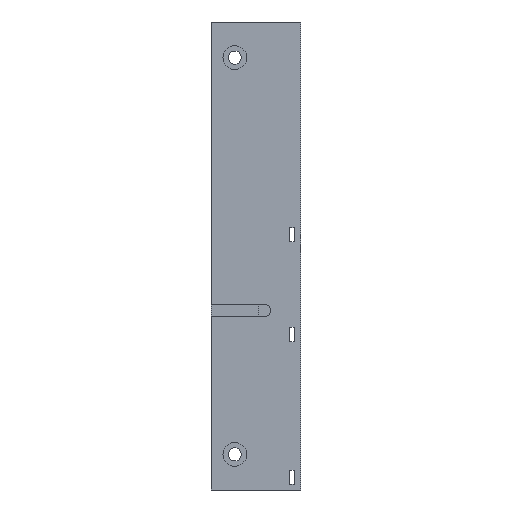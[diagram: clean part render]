
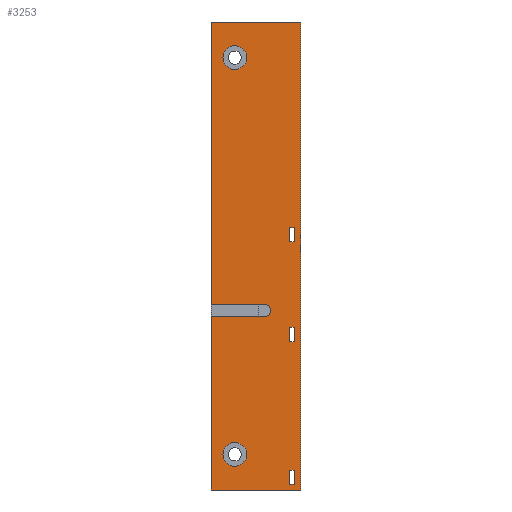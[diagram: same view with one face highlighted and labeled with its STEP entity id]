
A CAD part, left-side view. The second image highlights one B-rep face of the part: STEP entity #3253.
In plain terms, the highlighted planar face has unit normal (-1, 0, 0).
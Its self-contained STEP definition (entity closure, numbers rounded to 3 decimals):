
#79=FACE_BOUND('',#533,.T.);
#80=FACE_BOUND('',#534,.T.);
#81=FACE_BOUND('',#535,.T.);
#82=FACE_BOUND('',#536,.T.);
#83=FACE_BOUND('',#537,.T.);
#160=PLANE('',#3579);
#314=FACE_OUTER_BOUND('',#532,.T.);
#532=EDGE_LOOP('',(#2999,#3000,#3001,#3002,#3003,#3004,#3005,#3006));
#533=EDGE_LOOP('',(#3007));
#534=EDGE_LOOP('',(#3008));
#535=EDGE_LOOP('',(#3009,#3010,#3011,#3012));
#536=EDGE_LOOP('',(#3013,#3014,#3015,#3016));
#537=EDGE_LOOP('',(#3017,#3018,#3019,#3020));
#805=LINE('',#5359,#1113);
#808=LINE('',#5364,#1116);
#810=LINE('',#5368,#1118);
#812=LINE('',#5373,#1120);
#815=LINE('',#5378,#1123);
#817=LINE('',#5382,#1125);
#819=LINE('',#5387,#1127);
#822=LINE('',#5392,#1130);
#826=LINE('',#5398,#1134);
#828=LINE('',#5400,#1136);
#829=LINE('',#5401,#1137);
#830=LINE('',#5403,#1138);
#832=LINE('',#5408,#1140);
#834=LINE('',#5412,#1142);
#836=LINE('',#5416,#1144);
#838=LINE('',#5420,#1146);
#842=LINE('',#5429,#1150);
#844=LINE('',#5433,#1152);
#845=LINE('',#5435,#1153);
#1113=VECTOR('',#4422,10.);
#1116=VECTOR('',#4427,10.);
#1118=VECTOR('',#4431,10.);
#1120=VECTOR('',#4435,10.);
#1123=VECTOR('',#4440,10.);
#1125=VECTOR('',#4444,10.);
#1127=VECTOR('',#4448,10.);
#1130=VECTOR('',#4453,10.);
#1134=VECTOR('',#4459,10.);
#1136=VECTOR('',#4461,10.);
#1137=VECTOR('',#4462,10.);
#1138=VECTOR('',#4465,10.);
#1140=VECTOR('',#4469,10.);
#1142=VECTOR('',#4473,10.);
#1144=VECTOR('',#4477,10.);
#1146=VECTOR('',#4481,10.);
#1150=VECTOR('',#4491,10.);
#1152=VECTOR('',#4495,10.);
#1153=VECTOR('',#4498,10.);
#1156=CIRCLE('',#3270,5.);
#1310=CIRCLE('',#3570,2.5);
#1311=CIRCLE('',#3575,5.);
#1314=VERTEX_POINT('',#4517);
#1603=VERTEX_POINT('',#5357);
#1604=VERTEX_POINT('',#5358);
#1605=VERTEX_POINT('',#5363);
#1606=VERTEX_POINT('',#5367);
#1607=VERTEX_POINT('',#5371);
#1608=VERTEX_POINT('',#5372);
#1609=VERTEX_POINT('',#5377);
#1610=VERTEX_POINT('',#5381);
#1611=VERTEX_POINT('',#5385);
#1612=VERTEX_POINT('',#5386);
#1613=VERTEX_POINT('',#5391);
#1614=VERTEX_POINT('',#5397);
#1615=VERTEX_POINT('',#5405);
#1616=VERTEX_POINT('',#5407);
#1617=VERTEX_POINT('',#5411);
#1618=VERTEX_POINT('',#5415);
#1619=VERTEX_POINT('',#5419);
#1620=VERTEX_POINT('',#5423);
#1621=VERTEX_POINT('',#5427);
#1622=VERTEX_POINT('',#5431);
#1623=VERTEX_POINT('',#5437);
#1626=EDGE_CURVE('',#1314,#1314,#1156,.T.);
#2045=EDGE_CURVE('',#1603,#1604,#805,.T.);
#2048=EDGE_CURVE('',#1605,#1603,#808,.T.);
#2050=EDGE_CURVE('',#1606,#1605,#810,.T.);
#2052=EDGE_CURVE('',#1607,#1608,#812,.T.);
#2055=EDGE_CURVE('',#1609,#1607,#815,.T.);
#2057=EDGE_CURVE('',#1610,#1609,#817,.T.);
#2059=EDGE_CURVE('',#1611,#1612,#819,.T.);
#2062=EDGE_CURVE('',#1613,#1611,#822,.T.);
#2066=EDGE_CURVE('',#1614,#1613,#826,.T.);
#2068=EDGE_CURVE('',#1604,#1606,#828,.T.);
#2069=EDGE_CURVE('',#1608,#1610,#829,.T.);
#2070=EDGE_CURVE('',#1612,#1614,#830,.T.);
#2072=EDGE_CURVE('',#1616,#1615,#832,.T.);
#2074=EDGE_CURVE('',#1616,#1617,#834,.T.);
#2076=EDGE_CURVE('',#1617,#1618,#836,.T.);
#2078=EDGE_CURVE('',#1619,#1618,#838,.T.);
#2080=EDGE_CURVE('',#1620,#1619,#1310,.T.);
#2083=EDGE_CURVE('',#1621,#1620,#842,.T.);
#2085=EDGE_CURVE('',#1621,#1622,#844,.T.);
#2086=EDGE_CURVE('',#1615,#1622,#845,.T.);
#2087=EDGE_CURVE('',#1623,#1623,#1311,.T.);
#2999=ORIENTED_EDGE('',*,*,#2086,.T.);
#3000=ORIENTED_EDGE('',*,*,#2085,.F.);
#3001=ORIENTED_EDGE('',*,*,#2083,.T.);
#3002=ORIENTED_EDGE('',*,*,#2080,.T.);
#3003=ORIENTED_EDGE('',*,*,#2078,.T.);
#3004=ORIENTED_EDGE('',*,*,#2076,.F.);
#3005=ORIENTED_EDGE('',*,*,#2074,.F.);
#3006=ORIENTED_EDGE('',*,*,#2072,.T.);
#3007=ORIENTED_EDGE('',*,*,#1626,.T.);
#3008=ORIENTED_EDGE('',*,*,#2087,.T.);
#3009=ORIENTED_EDGE('',*,*,#2070,.T.);
#3010=ORIENTED_EDGE('',*,*,#2066,.T.);
#3011=ORIENTED_EDGE('',*,*,#2062,.T.);
#3012=ORIENTED_EDGE('',*,*,#2059,.T.);
#3013=ORIENTED_EDGE('',*,*,#2069,.T.);
#3014=ORIENTED_EDGE('',*,*,#2057,.T.);
#3015=ORIENTED_EDGE('',*,*,#2055,.T.);
#3016=ORIENTED_EDGE('',*,*,#2052,.T.);
#3017=ORIENTED_EDGE('',*,*,#2068,.T.);
#3018=ORIENTED_EDGE('',*,*,#2050,.T.);
#3019=ORIENTED_EDGE('',*,*,#2048,.T.);
#3020=ORIENTED_EDGE('',*,*,#2045,.T.);
#3253=ADVANCED_FACE('',(#314,#79,#80,#81,#82,#83),#160,.T.);
#3270=AXIS2_PLACEMENT_3D('',#4518,#3585,#3586);
#3570=AXIS2_PLACEMENT_3D('',#5424,#4485,#4486);
#3575=AXIS2_PLACEMENT_3D('',#5438,#4501,#4502);
#3579=AXIS2_PLACEMENT_3D('',#5446,#4511,#4512);
#3585=DIRECTION('center_axis',(1.,0.,0.));
#3586=DIRECTION('ref_axis',(0.,0.,1.));
#4422=DIRECTION('',(0.,-1.,0.));
#4427=DIRECTION('',(0.,0.,1.));
#4431=DIRECTION('',(0.,1.,0.));
#4435=DIRECTION('',(0.,-1.,0.));
#4440=DIRECTION('',(0.,0.,1.));
#4444=DIRECTION('',(0.,1.,0.));
#4448=DIRECTION('',(0.,0.,1.));
#4453=DIRECTION('',(0.,1.,0.));
#4459=DIRECTION('',(0.,0.,-1.));
#4461=DIRECTION('',(0.,0.,-1.));
#4462=DIRECTION('',(0.,0.,-1.));
#4465=DIRECTION('',(0.,-1.,0.));
#4469=DIRECTION('',(0.,0.,1.));
#4473=DIRECTION('',(0.,1.,0.));
#4477=DIRECTION('',(0.,0.,1.));
#4481=DIRECTION('',(0.,1.,0.));
#4485=DIRECTION('center_axis',(1.,0.,0.));
#4486=DIRECTION('ref_axis',(0.,0.,1.));
#4491=DIRECTION('',(0.,-1.,0.));
#4495=DIRECTION('',(0.,0.,1.));
#4498=DIRECTION('',(0.,1.,0.));
#4501=DIRECTION('center_axis',(1.,0.,0.));
#4502=DIRECTION('ref_axis',(0.,0.,1.));
#4511=DIRECTION('center_axis',(-1.,0.,0.));
#4512=DIRECTION('ref_axis',(0.,-1.,0.));
#4517=CARTESIAN_POINT('',(-88.,25.,319.9));
#4518=CARTESIAN_POINT('Origin',(-88.,25.,324.9));
#5357=CARTESIAN_POINT('',(-88.,2.,211.4));
#5358=CARTESIAN_POINT('',(-88.,0.,211.4));
#5359=CARTESIAN_POINT('',(-88.,17.5,211.4));
#5363=CARTESIAN_POINT('',(-88.,2.,205.4));
#5364=CARTESIAN_POINT('',(-88.,2.,105.7));
#5367=CARTESIAN_POINT('',(-88.,0.,205.4));
#5368=CARTESIAN_POINT('',(-88.,18.5,205.4));
#5371=CARTESIAN_POINT('',(-88.,2.,253.4));
#5372=CARTESIAN_POINT('',(-88.,0.,253.4));
#5373=CARTESIAN_POINT('',(-88.,17.5,253.4));
#5377=CARTESIAN_POINT('',(-88.,2.,247.4));
#5378=CARTESIAN_POINT('',(-88.,2.,126.7));
#5381=CARTESIAN_POINT('',(-88.,0.,247.4));
#5382=CARTESIAN_POINT('',(-88.,18.5,247.4));
#5385=CARTESIAN_POINT('',(-88.,2.,145.4));
#5386=CARTESIAN_POINT('',(-88.,2.,151.4));
#5387=CARTESIAN_POINT('',(-88.,2.,75.7));
#5391=CARTESIAN_POINT('',(-88.,0.,145.4));
#5392=CARTESIAN_POINT('',(-88.,18.5,145.4));
#5397=CARTESIAN_POINT('',(-88.,0.,151.4));
#5398=CARTESIAN_POINT('',(-88.,0.,72.7));
#5400=CARTESIAN_POINT('',(-88.,0.,102.7));
#5401=CARTESIAN_POINT('',(-88.,0.,123.7));
#5403=CARTESIAN_POINT('',(-88.,17.5,151.4));
#5405=CARTESIAN_POINT('',(-88.,-2.8,339.9));
#5407=CARTESIAN_POINT('',(-88.,-2.8,143.));
#5408=CARTESIAN_POINT('',(-88.,-2.8,0.));
#5411=CARTESIAN_POINT('',(-88.,35.,143.));
#5412=CARTESIAN_POINT('',(-88.,25.55,143.));
#5415=CARTESIAN_POINT('',(-88.,35.,216.));
#5416=CARTESIAN_POINT('',(-88.,35.,0.));
#5419=CARTESIAN_POINT('',(-88.,12.4,216.));
#5420=CARTESIAN_POINT('',(-88.,23.7,216.));
#5423=CARTESIAN_POINT('',(-88.,12.4,221.));
#5424=CARTESIAN_POINT('Origin',(-88.,12.4,218.5));
#5427=CARTESIAN_POINT('',(-88.,35.,221.));
#5429=CARTESIAN_POINT('',(-88.,39.031,221.));
#5431=CARTESIAN_POINT('',(-88.,35.,339.9));
#5433=CARTESIAN_POINT('',(-88.,35.,0.));
#5435=CARTESIAN_POINT('',(-88.,25.55,339.9));
#5437=CARTESIAN_POINT('',(-88.,25.,153.));
#5438=CARTESIAN_POINT('Origin',(-88.,25.,158.));
#5446=CARTESIAN_POINT('Origin',(-88.,35.,0.));
